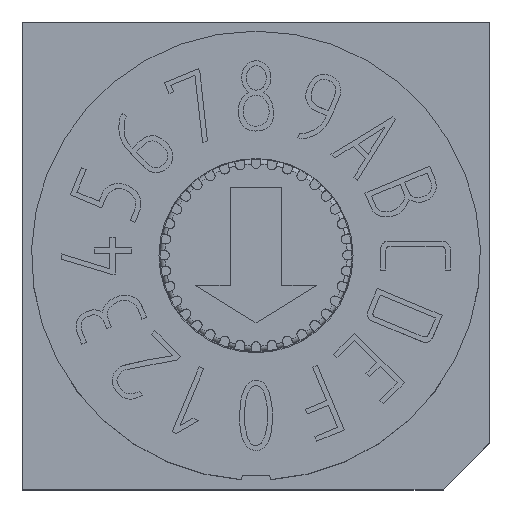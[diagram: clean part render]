
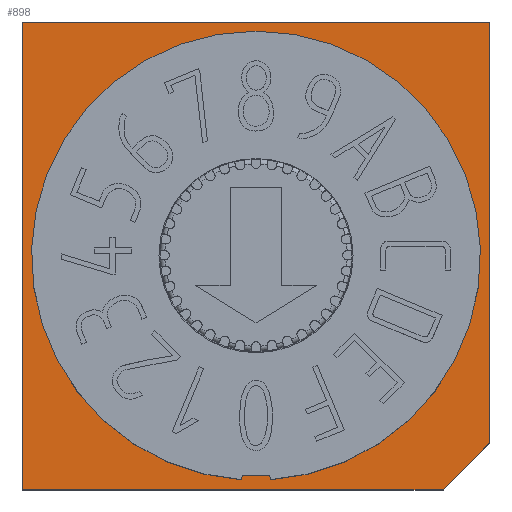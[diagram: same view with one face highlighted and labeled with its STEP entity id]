
A CAD part, top view. The second image highlights one B-rep face of the part: STEP entity #898.
In plain terms, the highlighted planar face has unit normal (0, 0, 1).
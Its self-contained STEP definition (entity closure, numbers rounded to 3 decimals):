
#898 = ADVANCED_FACE( '', ( #1979, #1980 ), #1981, .T. );
#1979 = FACE_OUTER_BOUND( '', #3291, .T. );
#1980 = FACE_BOUND( '', #3292, .T. );
#1981 = PLANE( '', #3293 );
#3291 = EDGE_LOOP( '', ( #6287, #6288, #6289, #6290, #6291 ) );
#3292 = EDGE_LOOP( '', ( #6292, #6293, #6294, #6295 ) );
#3293 = AXIS2_PLACEMENT_3D( '', #6296, #6297, #6298 );
#6287 = ORIENTED_EDGE( '', *, *, #8975, .T. );
#6288 = ORIENTED_EDGE( '', *, *, #9241, .T. );
#6289 = ORIENTED_EDGE( '', *, *, #9301, .T. );
#6290 = ORIENTED_EDGE( '', *, *, #8340, .T. );
#6291 = ORIENTED_EDGE( '', *, *, #8641, .T. );
#6292 = ORIENTED_EDGE( '', *, *, #9113, .T. );
#6293 = ORIENTED_EDGE( '', *, *, #9132, .F. );
#6294 = ORIENTED_EDGE( '', *, *, #9249, .F. );
#6295 = ORIENTED_EDGE( '', *, *, #9302, .F. );
#6296 = CARTESIAN_POINT( '', ( -5., -5., 2.8 ) );
#6297 = DIRECTION( '', ( 0., 0., 1. ) );
#6298 = DIRECTION( '', ( 1., 0., 0. ) );
#8340 = EDGE_CURVE( '', #9961, #9962, #9963, .T. );
#8641 = EDGE_CURVE( '', #9962, #10477, #10478, .T. );
#8975 = EDGE_CURVE( '', #10477, #11020, #11022, .T. );
#9113 = EDGE_CURVE( '', #11226, #11227, #11228, .T. );
#9132 = EDGE_CURVE( '', #11254, #11227, #11255, .T. );
#9241 = EDGE_CURVE( '', #11020, #11402, #11403, .F. );
#9249 = EDGE_CURVE( '', #11412, #11254, #11413, .T. );
#9301 = EDGE_CURVE( '', #11402, #9961, #11479, .T. );
#9302 = EDGE_CURVE( '', #11226, #11412, #11480, .T. );
#9961 = VERTEX_POINT( '', #12443 );
#9962 = VERTEX_POINT( '', #12444 );
#9963 = LINE( '', #12445, #12446 );
#10477 = VERTEX_POINT( '', #13363 );
#10478 = LINE( '', #13364, #13365 );
#11020 = VERTEX_POINT( '', #14241 );
#11022 = LINE( '', #14244, #14245 );
#11226 = VERTEX_POINT( '', #14655 );
#11227 = VERTEX_POINT( '', #14656 );
#11228 = CIRCLE( '', #14657, 4.8 );
#11254 = VERTEX_POINT( '', #14698 );
#11255 = LINE( '', #14699, #14700 );
#11402 = VERTEX_POINT( '', #15015 );
#11403 = LINE( '', #15016, #15017 );
#11412 = VERTEX_POINT( '', #15028 );
#11413 = CIRCLE( '', #15029, 4.7 );
#11479 = LINE( '', #15153, #15154 );
#11480 = LINE( '', #15155, #15156 );
#12443 = CARTESIAN_POINT( '', ( 5., 5., 2.8 ) );
#12444 = CARTESIAN_POINT( '', ( -5., 5., 2.8 ) );
#12445 = CARTESIAN_POINT( '', ( 5., 5., 2.8 ) );
#12446 = VECTOR( '', #16278, 1000. );
#13363 = CARTESIAN_POINT( '', ( -5., -5., 2.8 ) );
#13364 = CARTESIAN_POINT( '', ( -5., 5., 2.8 ) );
#13365 = VECTOR( '', #16605, 1000. );
#14241 = CARTESIAN_POINT( '', ( 4., -5., 2.8 ) );
#14244 = CARTESIAN_POINT( '', ( -5., -5., 2.8 ) );
#14245 = VECTOR( '', #16993, 1000. );
#14655 = CARTESIAN_POINT( '', ( -0.303, -4.79, 2.8 ) );
#14656 = CARTESIAN_POINT( '', ( 0.303, -4.79, 2.8 ) );
#14657 = AXIS2_PLACEMENT_3D( '', #17120, #17121, #17122 );
#14698 = CARTESIAN_POINT( '', ( 0.297, -4.691, 2.8 ) );
#14699 = CARTESIAN_POINT( '', ( 0.303, -4.79, 2.8 ) );
#14700 = VECTOR( '', #17138, 1000. );
#15015 = CARTESIAN_POINT( '', ( 5., -4., 2.8 ) );
#15016 = CARTESIAN_POINT( '', ( -0.5, -9.5, 2.8 ) );
#15017 = VECTOR( '', #17211, 1000. );
#15028 = CARTESIAN_POINT( '', ( -0.297, -4.691, 2.8 ) );
#15029 = AXIS2_PLACEMENT_3D( '', #17220, #17221, #17222 );
#15153 = CARTESIAN_POINT( '', ( 5., -5., 2.8 ) );
#15154 = VECTOR( '', #17254, 1000. );
#15155 = CARTESIAN_POINT( '', ( -0.297, -4.691, 2.8 ) );
#15156 = VECTOR( '', #17255, 1000. );
#16278 = DIRECTION( '', ( -1., 0., 0. ) );
#16605 = DIRECTION( '', ( 0., -1., 0. ) );
#16993 = DIRECTION( '', ( 1., 0., 0. ) );
#17120 = CARTESIAN_POINT( '', ( 0., 0., 2.8 ) );
#17121 = DIRECTION( '', ( 0., 0., -1. ) );
#17122 = DIRECTION( '', ( 1., 0., 0. ) );
#17138 = DIRECTION( '', ( 0.063, -0.998, 0. ) );
#17211 = DIRECTION( '', ( -0.707, -0.707, 0. ) );
#17220 = CARTESIAN_POINT( '', ( 0., 0., 2.8 ) );
#17221 = DIRECTION( '', ( 0., 0., 1. ) );
#17222 = DIRECTION( '', ( 1., 0., 0. ) );
#17254 = DIRECTION( '', ( 0., 1., 0. ) );
#17255 = DIRECTION( '', ( 0.063, 0.998, 0. ) );
